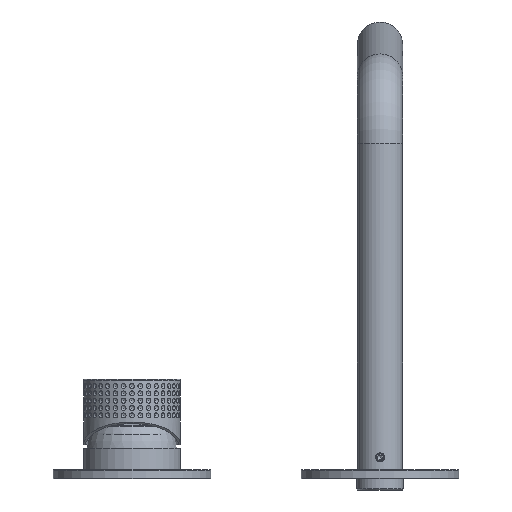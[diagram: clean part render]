
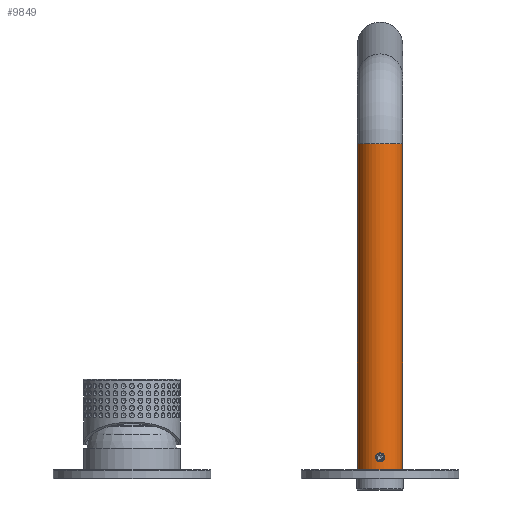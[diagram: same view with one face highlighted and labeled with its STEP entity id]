
A CAD part, left-side view. The second image highlights one B-rep face of the part: STEP entity #9849.
In plain terms, the highlighted cylindrical face has radius 10 mm (diameter 20 mm), a full revolution.
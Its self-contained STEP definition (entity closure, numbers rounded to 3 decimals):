
#840=B_SPLINE_CURVE_WITH_KNOTS('',3,(#16221,#16222,#16223,#16224,#16225,
#16226,#16227,#16228,#16229,#16230,#16231),.UNSPECIFIED.,.T.,.F.,(1,1,1,
1,1,1,1,1,1,1,1,1,1,1,1),(-0.004,-0.003,-0.001,
0.,0.001,0.003,0.004,
0.005,0.006,0.008,0.009,
0.01,0.011,0.013,0.014),
 .UNSPECIFIED.);
#2794=ORIENTED_EDGE('',*,*,#3610,.T.);
#2795=ORIENTED_EDGE('',*,*,#3611,.F.);
#2796=ORIENTED_EDGE('',*,*,#3609,.F.);
#3609=EDGE_CURVE('',#4238,#4238,#4498,.F.);
#3610=EDGE_CURVE('',#4239,#4239,#4499,.F.);
#3611=EDGE_CURVE('',#4240,#4240,#840,.T.);
#4238=VERTEX_POINT('',#16217);
#4239=VERTEX_POINT('',#16220);
#4240=VERTEX_POINT('',#16232);
#4498=CIRCLE('',#10629,10.);
#4499=CIRCLE('',#10631,10.);
#5272=EDGE_LOOP('',(#2794));
#5273=EDGE_LOOP('',(#2795));
#5274=EDGE_LOOP('',(#2796));
#6087=FACE_BOUND('',#5272,.T.);
#6088=FACE_BOUND('',#5273,.T.);
#6089=FACE_BOUND('',#5274,.T.);
#6209=CYLINDRICAL_SURFACE('',#10630,10.);
#9849=ADVANCED_FACE('',(#6087,#6088,#6089),#6209,.T.);
#10629=AXIS2_PLACEMENT_3D('',#16216,#12354,#12355);
#10630=AXIS2_PLACEMENT_3D('',#16218,#12356,#12357);
#10631=AXIS2_PLACEMENT_3D('',#16219,#12358,#12359);
#12354=DIRECTION('',(0.,0.,-1.));
#12355=DIRECTION('',(1.,0.,0.));
#12356=DIRECTION('',(0.,0.,1.));
#12357=DIRECTION('',(1.,0.,0.));
#12358=DIRECTION('',(0.,0.,-1.));
#12359=DIRECTION('',(-1.,0.,0.));
#16216=CARTESIAN_POINT('',(0.,0.,145.1));
#16217=CARTESIAN_POINT('',(10.,0.,145.1));
#16218=CARTESIAN_POINT('',(0.,0.,0.));
#16219=CARTESIAN_POINT('',(0.,0.,0.3));
#16220=CARTESIAN_POINT('',(-10.,0.,0.3));
#16221=CARTESIAN_POINT('',(-9.934,-1.272,7.269));
#16222=CARTESIAN_POINT('',(-10.033,0.,7.797));
#16223=CARTESIAN_POINT('',(-9.934,1.27,7.27));
#16224=CARTESIAN_POINT('',(-9.834,1.796,6.002));
#16225=CARTESIAN_POINT('',(-9.934,1.271,4.73));
#16226=CARTESIAN_POINT('',(-10.033,0.,4.204));
#16227=CARTESIAN_POINT('',(-9.935,-1.269,4.728));
#16228=CARTESIAN_POINT('',(-9.834,-1.796,5.999));
#16229=CARTESIAN_POINT('',(-9.934,-1.272,7.269));
#16230=CARTESIAN_POINT('',(-10.033,0.,7.797));
#16231=CARTESIAN_POINT('',(-9.934,1.27,7.27));
#16232=CARTESIAN_POINT('',(-10.,0.,7.621));
